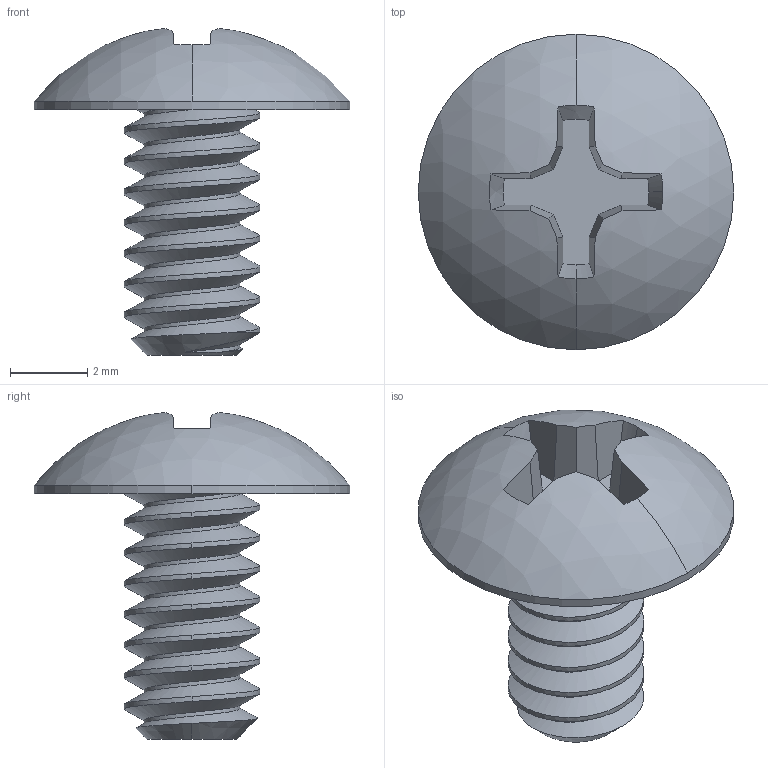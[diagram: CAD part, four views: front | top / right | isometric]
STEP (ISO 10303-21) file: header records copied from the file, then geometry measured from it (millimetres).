
FILE_DESCRIPTION (( 'STEP AP203' ), '1' );
FILE_NAME ('91770A144.step', '2012-07-03T21:33:22', ( 'Admin' ), ( 'Microsoft' ), 'SwSTEP 2.0', 'SolidWorks 2012', '' );
FILE_SCHEMA (( 'CONFIG_CONTROL_DESIGN' ));
Length unit declared in the file: inch
Products named in the file (1): 91770A144
Bounding box: 8.15 x 8.15 x 8.44 mm (x, y, z)
Volume: 100.2 mm3; surface area: 243.4 mm2
Topology: 1 solids, 1 shells, 51 faces, 142 edges, 94 vertices
Faces by surface type: plane 19, cylinder 18, cone 9, bspline 3, sphere 2
Entity records: 3242 total; most frequent: CARTESIAN_POINT 1954, ORIENTED_EDGE 284, DIRECTION 232, EDGE_CURVE 142, VERTEX_POINT 94, AXIS2_PLACEMENT_3D 91, EDGE_LOOP 52, FACE_OUTER_BOUND 51
